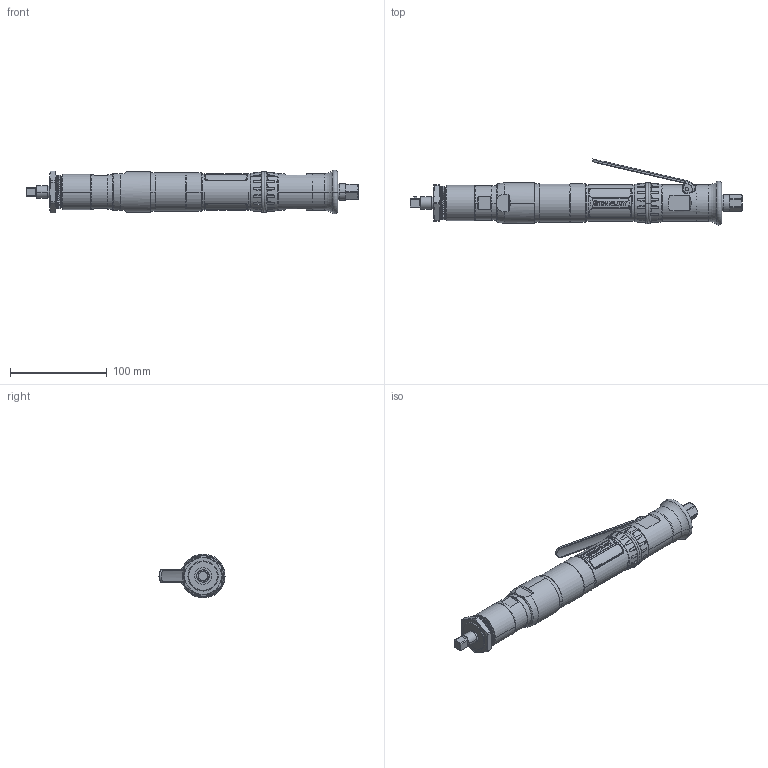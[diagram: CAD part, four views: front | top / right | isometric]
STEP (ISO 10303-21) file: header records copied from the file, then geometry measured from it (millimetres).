
FILE_DESCRIPTION((''),'2;1');
FILE_NAME('AA23LB-15A','2010-08-27T',('FDR0718'),(''),'PRO/ENGINEER BY PARAMETRIC TECHNOLOGY CORPORATION, 2005030','PRO/ENGINEER BY PARAMETRIC TECHNOLOGY CORPORATION, 2005030','');
FILE_SCHEMA(('CONFIG_CONTROL_DESIGN'));
Products named in the file (1): AA23LB-15A
Bounding box: 343.43 x 68.33 x 45.42 mm (x, y, z)
Volume: 169290.5 mm3; surface area: 115567.5 mm2
Topology: 4 solids, 4 shells, 1931 faces, 5290 edges, 3418 vertices
Faces by surface type: plane 783, cylinder 665, cone 183, bspline 108, extrusion 98, torus 94
Entity records: 122848 total; most frequent: CARTESIAN_POINT 75554, ORIENTED_EDGE 10572, DIRECTION 9036, EDGE_CURVE 5286, VERTEX_POINT 3418, AXIS2_PLACEMENT_3D 3414, VECTOR 2208, LINE 2110
